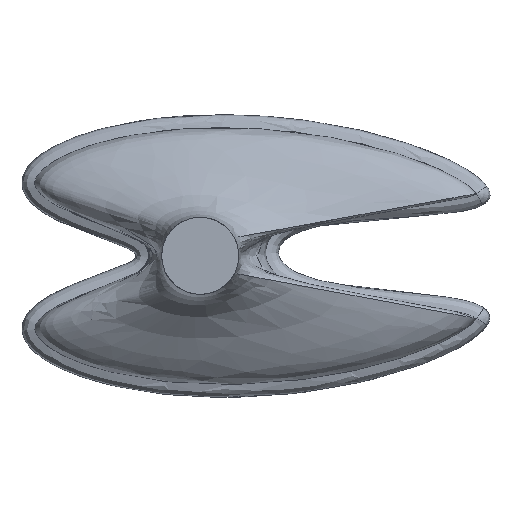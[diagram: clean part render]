
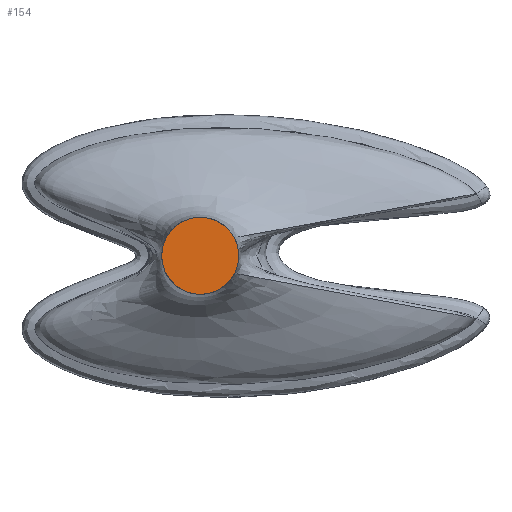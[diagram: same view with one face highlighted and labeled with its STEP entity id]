
A CAD part, top view. The second image highlights one B-rep face of the part: STEP entity #154.
In plain terms, the highlighted planar face has unit normal (0, 0, 1).
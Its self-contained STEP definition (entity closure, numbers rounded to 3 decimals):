
#40=PLANE('',#181);
#44=FACE_OUTER_BOUND('',#55,.T.);
#55=EDGE_LOOP('',(#116));
#71=CIRCLE('',#180,6.099);
#77=VERTEX_POINT('',#216);
#92=EDGE_CURVE('',#77,#77,#71,.T.);
#116=ORIENTED_EDGE('',*,*,#92,.T.);
#154=ADVANCED_FACE('',(#44),#40,.T.);
#180=AXIS2_PLACEMENT_3D('',#218,#195,#196);
#181=AXIS2_PLACEMENT_3D('',#219,#197,#198);
#195=DIRECTION('center_axis',(0.,0.,1.));
#196=DIRECTION('ref_axis',(-1.,0.,0.));
#197=DIRECTION('center_axis',(0.,0.,1.));
#198=DIRECTION('ref_axis',(-1.,0.,0.));
#216=CARTESIAN_POINT('',(-34.559,0.,24.395));
#218=CARTESIAN_POINT('Origin',(-40.658,0.,24.395));
#219=CARTESIAN_POINT('Origin',(-40.658,0.,24.395));
